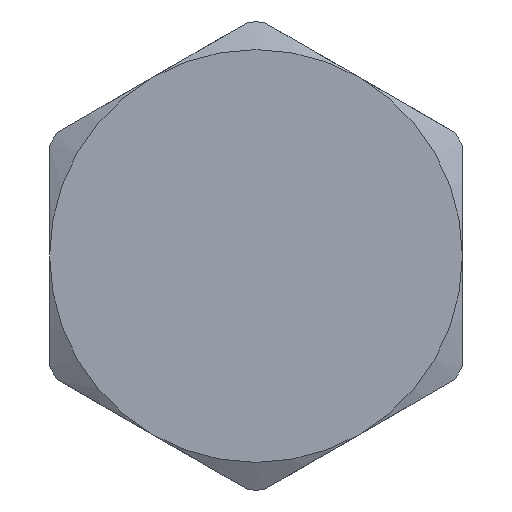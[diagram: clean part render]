
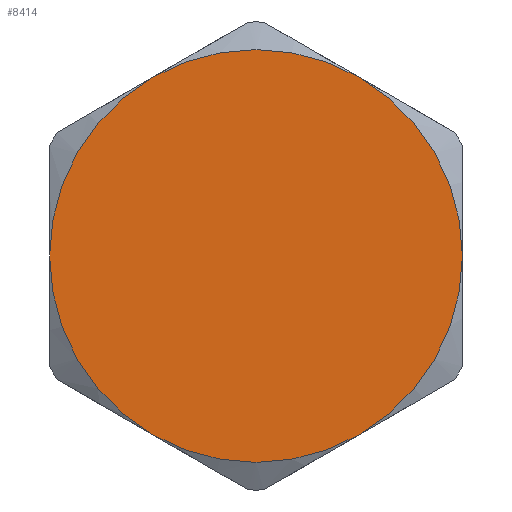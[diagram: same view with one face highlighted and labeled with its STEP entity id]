
A CAD part, left-side view. The second image highlights one B-rep face of the part: STEP entity #8414.
In plain terms, the highlighted planar face has unit normal (-1, 0, 0).
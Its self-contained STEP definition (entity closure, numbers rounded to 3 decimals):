
#360 = ORIENTED_EDGE ( 'NONE', *, *, #9943, .F. ) ;
#412 = CIRCLE ( 'NONE', #2801, 12.7 ) ;
#453 = AXIS2_PLACEMENT_3D ( 'NONE', #6676, #5892, #1743 ) ;
#462 = CARTESIAN_POINT ( 'NONE',  ( 0., -6.35, 10.999 ) ) ;
#524 = DIRECTION ( 'NONE',  ( 0., -1., 0. ) ) ;
#636 = ORIENTED_EDGE ( 'NONE', *, *, #2166, .F. ) ;
#820 = DIRECTION ( 'NONE',  ( 1., 0., 0. ) ) ;
#947 = AXIS2_PLACEMENT_3D ( 'NONE', #9892, #820, #4136 ) ;
#1246 = CARTESIAN_POINT ( 'NONE',  ( 0., 6.35, -10.999 ) ) ;
#1743 = DIRECTION ( 'NONE',  ( 0., 1., 0. ) ) ;
#1949 = AXIS2_PLACEMENT_3D ( 'NONE', #7127, #6269, #524 ) ;
#2105 = CARTESIAN_POINT ( 'NONE',  ( 0., 0., 0. ) ) ;
#2166 = EDGE_CURVE ( 'NONE', #4555, #5403, #9259, .T. ) ;
#2271 = VERTEX_POINT ( 'NONE', #10375 ) ;
#2335 = EDGE_LOOP ( 'NONE', ( #636, #9710, #9090, #360, #9787, #3987 ) ) ;
#2491 = EDGE_CURVE ( 'NONE', #2271, #2875, #8605, .T. ) ;
#2801 = AXIS2_PLACEMENT_3D ( 'NONE', #5115, #3440, #10028 ) ;
#2875 = VERTEX_POINT ( 'NONE', #462 ) ;
#3440 = DIRECTION ( 'NONE',  ( 1., 0., 0. ) ) ;
#3987 = ORIENTED_EDGE ( 'NONE', *, *, #6511, .F. ) ;
#4059 = AXIS2_PLACEMENT_3D ( 'NONE', #9987, #9131, #4401 ) ;
#4136 = DIRECTION ( 'NONE',  ( 0., -1., 0. ) ) ;
#4353 = CARTESIAN_POINT ( 'NONE',  ( 0., -12.7, 0. ) ) ;
#4401 = DIRECTION ( 'NONE',  ( 0., -1., 0. ) ) ;
#4449 = FACE_OUTER_BOUND ( 'NONE', #2335, .T. ) ;
#4555 = VERTEX_POINT ( 'NONE', #4353 ) ;
#5115 = CARTESIAN_POINT ( 'NONE',  ( 0., 0., 0. ) ) ;
#5403 = VERTEX_POINT ( 'NONE', #5578 ) ;
#5490 = CARTESIAN_POINT ( 'NONE',  ( 0., 0., 0. ) ) ;
#5578 = CARTESIAN_POINT ( 'NONE',  ( 0., -6.35, -10.999 ) ) ;
#5686 = PLANE ( 'NONE',  #453 ) ;
#5892 = DIRECTION ( 'NONE',  ( -1., 0., 0. ) ) ;
#6107 = EDGE_CURVE ( 'NONE', #2875, #4555, #7384, .T. ) ;
#6140 = AXIS2_PLACEMENT_3D ( 'NONE', #5490, #6323, #9483 ) ;
#6269 = DIRECTION ( 'NONE',  ( 1., 0., 0. ) ) ;
#6323 = DIRECTION ( 'NONE',  ( 1., 0., 0. ) ) ;
#6336 = VERTEX_POINT ( 'NONE', #1246 ) ;
#6511 = EDGE_CURVE ( 'NONE', #5403, #6336, #7754, .T. ) ;
#6676 = CARTESIAN_POINT ( 'NONE',  ( 0., 0., 0. ) ) ;
#6743 = VERTEX_POINT ( 'NONE', #7253 ) ;
#7127 = CARTESIAN_POINT ( 'NONE',  ( 0., 0., 0. ) ) ;
#7253 = CARTESIAN_POINT ( 'NONE',  ( 0., 12.7, 0. ) ) ;
#7384 = CIRCLE ( 'NONE', #947, 12.7 ) ;
#7754 = CIRCLE ( 'NONE', #4059, 12.7 ) ;
#7878 = CIRCLE ( 'NONE', #1949, 12.7 ) ;
#8414 = ADVANCED_FACE ( 'NONE', ( #4449 ), #5686, .T. ) ;
#8605 = CIRCLE ( 'NONE', #9106, 12.7 ) ;
#9090 = ORIENTED_EDGE ( 'NONE', *, *, #2491, .F. ) ;
#9106 = AXIS2_PLACEMENT_3D ( 'NONE', #2105, #9523, #10340 ) ;
#9131 = DIRECTION ( 'NONE',  ( 1., 0., 0. ) ) ;
#9259 = CIRCLE ( 'NONE', #6140, 12.7 ) ;
#9462 = EDGE_CURVE ( 'NONE', #6336, #6743, #412, .T. ) ;
#9483 = DIRECTION ( 'NONE',  ( 0., -1., 0. ) ) ;
#9523 = DIRECTION ( 'NONE',  ( 1., 0., 0. ) ) ;
#9710 = ORIENTED_EDGE ( 'NONE', *, *, #6107, .F. ) ;
#9787 = ORIENTED_EDGE ( 'NONE', *, *, #9462, .F. ) ;
#9892 = CARTESIAN_POINT ( 'NONE',  ( 0., 0., 0. ) ) ;
#9943 = EDGE_CURVE ( 'NONE', #6743, #2271, #7878, .T. ) ;
#9987 = CARTESIAN_POINT ( 'NONE',  ( 0., 0., 0. ) ) ;
#10028 = DIRECTION ( 'NONE',  ( 0., -1., 0. ) ) ;
#10340 = DIRECTION ( 'NONE',  ( 0., -1., 0. ) ) ;
#10375 = CARTESIAN_POINT ( 'NONE',  ( 0., 6.35, 10.999 ) ) ;
